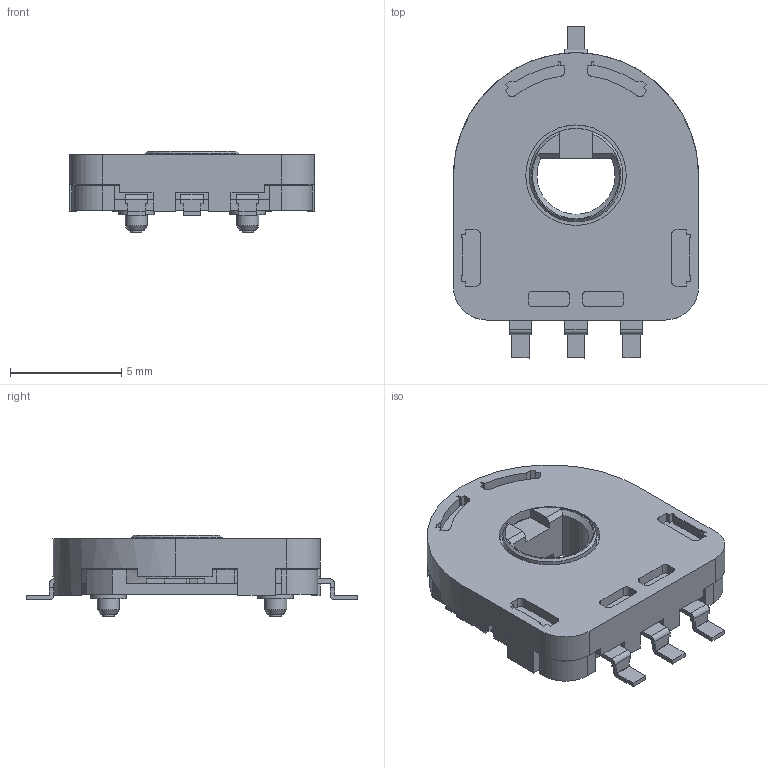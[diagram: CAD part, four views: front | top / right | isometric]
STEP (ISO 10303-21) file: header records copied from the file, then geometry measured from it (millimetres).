
FILE_DESCRIPTION(/* description */ ('STEP AP242','CAx-IF Rec.Pracs.---Representation and Presentation of Product Manufacturing Information (PMI)---4.0---2014-10-13','CAx-IF Rec.Pracs.---3D Tessellated Geometry---0.4---2014-09-14','2;1'),/* implementation_level */ '2;1');
FILE_NAME(/* name */ '6430ea5f8afc76164608e8c2',/* time_stamp */ '2023-04-08T04:15:28+00:00',/* author */ (''),/* organization */ (''),/* preprocessor_version */ 'ST-DEVELOPER v18.102',/* originating_system */ ' ',/* authorisation */ ' ');
FILE_SCHEMA (('AP242_MANAGED_MODEL_BASED_3D_ENGINEERING_MIM_LF { 1 0 10303 442 1 1 4 }'));
Length unit declared in the file: metre
Products named in the file (1): RDC503051A
Bounding box: 11 x 14.9 x 3.65 mm (x, y, z)
Volume: 252.9 mm3; surface area: 498.5 mm2
Topology: 1 solids, 1 shells, 372 faces, 1035 edges, 684 vertices
Faces by surface type: plane 266, cylinder 93, cone 13
Full cylindrical faces by diameter (mm): 0.5 x4, 1 x4, 1.6 x4, 4.2 x1, 4.5 x1, 4.51 x2, 5.1 x1
Entity records: 12135 total; most frequent: CARTESIAN_POINT 2064, ORIENTED_EDGE 2002, DIRECTION 1963, EDGE_CURVE 1001, LINE 773, VECTOR 773, VERTEX_POINT 672, AXIS2_PLACEMENT_3D 595
